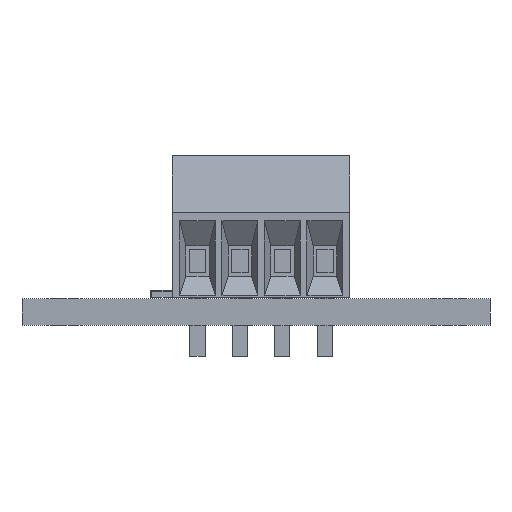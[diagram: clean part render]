
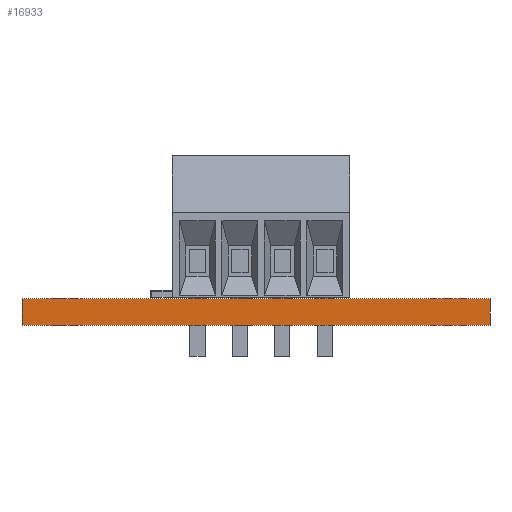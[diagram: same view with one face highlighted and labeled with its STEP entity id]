
A CAD part, front view. The second image highlights one B-rep face of the part: STEP entity #16933.
In plain terms, the highlighted planar face has unit normal (0, -1, 0).
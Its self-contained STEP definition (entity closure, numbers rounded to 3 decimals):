
#16817 = EDGE_CURVE('',#16818,#16820,#16822,.T.);
#16818 = VERTEX_POINT('',#16819);
#16819 = CARTESIAN_POINT('',(117.5,-83.5,0.));
#16820 = VERTEX_POINT('',#16821);
#16821 = CARTESIAN_POINT('',(117.5,-83.5,1.6));
#16822 = SURFACE_CURVE('',#16823,(#16827,#16839),.PCURVE_S1.);
#16823 = LINE('',#16824,#16825);
#16824 = CARTESIAN_POINT('',(117.5,-83.5,0.));
#16825 = VECTOR('',#16826,1.);
#16826 = DIRECTION('',(0.,0.,1.));
#16827 = PCURVE('',#16828,#16833);
#16828 = PLANE('',#16829);
#16829 = AXIS2_PLACEMENT_3D('',#16830,#16831,#16832);
#16830 = CARTESIAN_POINT('',(117.5,-83.5,0.));
#16831 = DIRECTION('',(-1.,0.,0.));
#16832 = DIRECTION('',(0.,1.,0.));
#16833 = DEFINITIONAL_REPRESENTATION('',(#16834),#16838);
#16834 = LINE('',#16835,#16836);
#16835 = CARTESIAN_POINT('',(0.,0.));
#16836 = VECTOR('',#16837,1.);
#16837 = DIRECTION('',(0.,-1.));
#16838 = ( GEOMETRIC_REPRESENTATION_CONTEXT(2) 
PARAMETRIC_REPRESENTATION_CONTEXT() REPRESENTATION_CONTEXT('2D SPACE',''
  ) );
#16839 = PCURVE('',#16840,#16845);
#16840 = PLANE('',#16841);
#16841 = AXIS2_PLACEMENT_3D('',#16842,#16843,#16844);
#16842 = CARTESIAN_POINT('',(89.5,-83.5,0.));
#16843 = DIRECTION('',(0.,1.,0.));
#16844 = DIRECTION('',(1.,0.,0.));
#16845 = DEFINITIONAL_REPRESENTATION('',(#16846),#16850);
#16846 = LINE('',#16847,#16848);
#16847 = CARTESIAN_POINT('',(28.,0.));
#16848 = VECTOR('',#16849,1.);
#16849 = DIRECTION('',(0.,-1.));
#16850 = ( GEOMETRIC_REPRESENTATION_CONTEXT(2) 
PARAMETRIC_REPRESENTATION_CONTEXT() REPRESENTATION_CONTEXT('2D SPACE',''
  ) );
#16868 = PLANE('',#16869);
#16869 = AXIS2_PLACEMENT_3D('',#16870,#16871,#16872);
#16870 = CARTESIAN_POINT('',(103.5,-66.25,1.6));
#16871 = DIRECTION('',(0.,0.,1.));
#16872 = DIRECTION('',(1.,0.,-0.));
#16922 = PLANE('',#16923);
#16923 = AXIS2_PLACEMENT_3D('',#16924,#16925,#16926);
#16924 = CARTESIAN_POINT('',(103.5,-66.25,0.));
#16925 = DIRECTION('',(0.,0.,1.));
#16926 = DIRECTION('',(1.,0.,-0.));
#16933 = ADVANCED_FACE('',(#16934),#16840,.F.);
#16934 = FACE_BOUND('',#16935,.F.);
#16935 = EDGE_LOOP('',(#16936,#16966,#16987,#16988));
#16936 = ORIENTED_EDGE('',*,*,#16937,.T.);
#16937 = EDGE_CURVE('',#16938,#16940,#16942,.T.);
#16938 = VERTEX_POINT('',#16939);
#16939 = CARTESIAN_POINT('',(89.5,-83.5,0.));
#16940 = VERTEX_POINT('',#16941);
#16941 = CARTESIAN_POINT('',(89.5,-83.5,1.6));
#16942 = SURFACE_CURVE('',#16943,(#16947,#16954),.PCURVE_S1.);
#16943 = LINE('',#16944,#16945);
#16944 = CARTESIAN_POINT('',(89.5,-83.5,0.));
#16945 = VECTOR('',#16946,1.);
#16946 = DIRECTION('',(0.,0.,1.));
#16947 = PCURVE('',#16840,#16948);
#16948 = DEFINITIONAL_REPRESENTATION('',(#16949),#16953);
#16949 = LINE('',#16950,#16951);
#16950 = CARTESIAN_POINT('',(0.,0.));
#16951 = VECTOR('',#16952,1.);
#16952 = DIRECTION('',(0.,-1.));
#16953 = ( GEOMETRIC_REPRESENTATION_CONTEXT(2) 
PARAMETRIC_REPRESENTATION_CONTEXT() REPRESENTATION_CONTEXT('2D SPACE',''
  ) );
#16954 = PCURVE('',#16955,#16960);
#16955 = PLANE('',#16956);
#16956 = AXIS2_PLACEMENT_3D('',#16957,#16958,#16959);
#16957 = CARTESIAN_POINT('',(89.5,-49.,0.));
#16958 = DIRECTION('',(1.,0.,-0.));
#16959 = DIRECTION('',(0.,-1.,0.));
#16960 = DEFINITIONAL_REPRESENTATION('',(#16961),#16965);
#16961 = LINE('',#16962,#16963);
#16962 = CARTESIAN_POINT('',(34.5,0.));
#16963 = VECTOR('',#16964,1.);
#16964 = DIRECTION('',(0.,-1.));
#16965 = ( GEOMETRIC_REPRESENTATION_CONTEXT(2) 
PARAMETRIC_REPRESENTATION_CONTEXT() REPRESENTATION_CONTEXT('2D SPACE',''
  ) );
#16966 = ORIENTED_EDGE('',*,*,#16967,.T.);
#16967 = EDGE_CURVE('',#16940,#16820,#16968,.T.);
#16968 = SURFACE_CURVE('',#16969,(#16973,#16980),.PCURVE_S1.);
#16969 = LINE('',#16970,#16971);
#16970 = CARTESIAN_POINT('',(89.5,-83.5,1.6));
#16971 = VECTOR('',#16972,1.);
#16972 = DIRECTION('',(1.,0.,0.));
#16973 = PCURVE('',#16840,#16974);
#16974 = DEFINITIONAL_REPRESENTATION('',(#16975),#16979);
#16975 = LINE('',#16976,#16977);
#16976 = CARTESIAN_POINT('',(0.,-1.6));
#16977 = VECTOR('',#16978,1.);
#16978 = DIRECTION('',(1.,0.));
#16979 = ( GEOMETRIC_REPRESENTATION_CONTEXT(2) 
PARAMETRIC_REPRESENTATION_CONTEXT() REPRESENTATION_CONTEXT('2D SPACE',''
  ) );
#16980 = PCURVE('',#16868,#16981);
#16981 = DEFINITIONAL_REPRESENTATION('',(#16982),#16986);
#16982 = LINE('',#16983,#16984);
#16983 = CARTESIAN_POINT('',(-14.,-17.25));
#16984 = VECTOR('',#16985,1.);
#16985 = DIRECTION('',(1.,0.));
#16986 = ( GEOMETRIC_REPRESENTATION_CONTEXT(2) 
PARAMETRIC_REPRESENTATION_CONTEXT() REPRESENTATION_CONTEXT('2D SPACE',''
  ) );
#16987 = ORIENTED_EDGE('',*,*,#16817,.F.);
#16988 = ORIENTED_EDGE('',*,*,#16989,.F.);
#16989 = EDGE_CURVE('',#16938,#16818,#16990,.T.);
#16990 = SURFACE_CURVE('',#16991,(#16995,#17002),.PCURVE_S1.);
#16991 = LINE('',#16992,#16993);
#16992 = CARTESIAN_POINT('',(89.5,-83.5,0.));
#16993 = VECTOR('',#16994,1.);
#16994 = DIRECTION('',(1.,0.,0.));
#16995 = PCURVE('',#16840,#16996);
#16996 = DEFINITIONAL_REPRESENTATION('',(#16997),#17001);
#16997 = LINE('',#16998,#16999);
#16998 = CARTESIAN_POINT('',(0.,0.));
#16999 = VECTOR('',#17000,1.);
#17000 = DIRECTION('',(1.,0.));
#17001 = ( GEOMETRIC_REPRESENTATION_CONTEXT(2) 
PARAMETRIC_REPRESENTATION_CONTEXT() REPRESENTATION_CONTEXT('2D SPACE',''
  ) );
#17002 = PCURVE('',#16922,#17003);
#17003 = DEFINITIONAL_REPRESENTATION('',(#17004),#17008);
#17004 = LINE('',#17005,#17006);
#17005 = CARTESIAN_POINT('',(-14.,-17.25));
#17006 = VECTOR('',#17007,1.);
#17007 = DIRECTION('',(1.,0.));
#17008 = ( GEOMETRIC_REPRESENTATION_CONTEXT(2) 
PARAMETRIC_REPRESENTATION_CONTEXT() REPRESENTATION_CONTEXT('2D SPACE',''
  ) );
